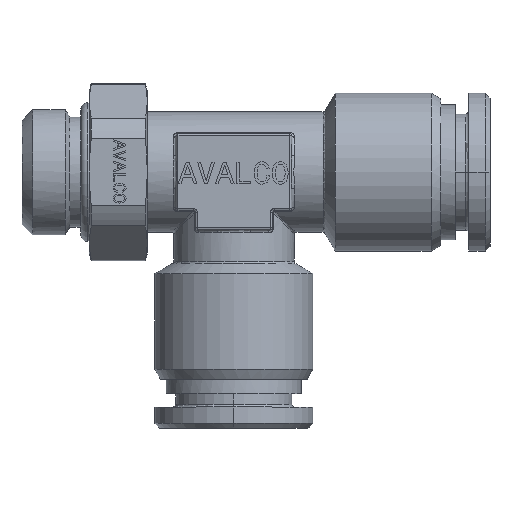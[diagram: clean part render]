
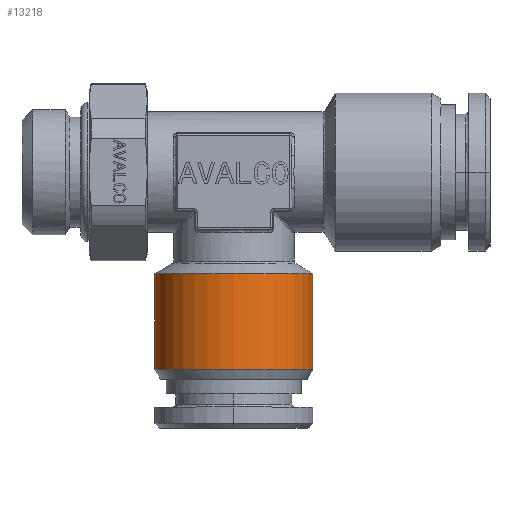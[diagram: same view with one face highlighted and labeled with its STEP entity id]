
A CAD part, top view. The second image highlights one B-rep face of the part: STEP entity #13218.
In plain terms, the highlighted cylindrical face has radius 8.2 mm (diameter 16.4 mm), a partial arc.
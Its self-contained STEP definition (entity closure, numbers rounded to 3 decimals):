
#13145=CARTESIAN_POINT('Axis2P3D Location',(0.,-20.48,0.)) ;
#13149=CARTESIAN_POINT('Vertex',(8.2,-20.48,0.)) ;
#13151=CARTESIAN_POINT('Vertex',(-8.2,-20.48,0.)) ;
#13188=CARTESIAN_POINT('Axis2P3D Location',(0.,-22.09,0.)) ;
#13193=CARTESIAN_POINT('Line Origine',(8.2,-22.09,0.)) ;
#13197=CARTESIAN_POINT('Vertex',(8.2,-10.538,0.)) ;
#13200=CARTESIAN_POINT('Axis2P3D Location',(0.,-10.538,0.)) ;
#13204=CARTESIAN_POINT('Vertex',(-8.2,-10.538,0.)) ;
#13207=CARTESIAN_POINT('Line Origine',(-8.2,-22.09,0.)) ;
#13146=DIRECTION('Axis2P3D Direction',(-0.,1.,0.)) ;
#13189=DIRECTION('Axis2P3D Direction',(-0.,1.,0.)) ;
#13190=DIRECTION('Axis2P3D XDirection',(-1.,0.,0.)) ;
#13194=DIRECTION('Vector Direction',(0.,1.,0.)) ;
#13201=DIRECTION('Axis2P3D Direction',(-0.,1.,0.)) ;
#13208=DIRECTION('Vector Direction',(0.,1.,0.)) ;
#13147=AXIS2_PLACEMENT_3D('Circle Axis2P3D',#13145,#13146,$) ;
#13191=AXIS2_PLACEMENT_3D('Cylinder Axis2P3D',#13188,#13189,#13190) ;
#13202=AXIS2_PLACEMENT_3D('Circle Axis2P3D',#13200,#13201,$) ;
#13213=ORIENTED_EDGE('',*,*,#13153,.F.) ;
#13214=ORIENTED_EDGE('',*,*,#13199,.T.) ;
#13215=ORIENTED_EDGE('',*,*,#13206,.F.) ;
#13216=ORIENTED_EDGE('',*,*,#13211,.F.) ;
#13195=VECTOR('Line Direction',#13194,1.) ;
#13209=VECTOR('Line Direction',#13208,1.) ;
#13218=ADVANCED_FACE('PR427B-10G14',(#13217),#13192,.T.) ;
#13148=CIRCLE('generated circle',#13147,8.2) ;
#13203=CIRCLE('generated circle',#13202,8.2) ;
#13192=CYLINDRICAL_SURFACE('generated cylinder',#13191,8.2) ;
#13153=EDGE_CURVE('',#13150,#13152,#13148,.F.) ;
#13199=EDGE_CURVE('',#13150,#13198,#13196,.T.) ;
#13206=EDGE_CURVE('',#13205,#13198,#13203,.T.) ;
#13211=EDGE_CURVE('',#13152,#13205,#13210,.T.) ;
#13212=EDGE_LOOP('',(#13213,#13214,#13215,#13216)) ;
#13217=FACE_OUTER_BOUND('',#13212,.T.) ;
#13196=LINE('Line',#13193,#13195) ;
#13210=LINE('Line',#13207,#13209) ;
#13150=VERTEX_POINT('',#13149) ;
#13152=VERTEX_POINT('',#13151) ;
#13198=VERTEX_POINT('',#13197) ;
#13205=VERTEX_POINT('',#13204) ;
